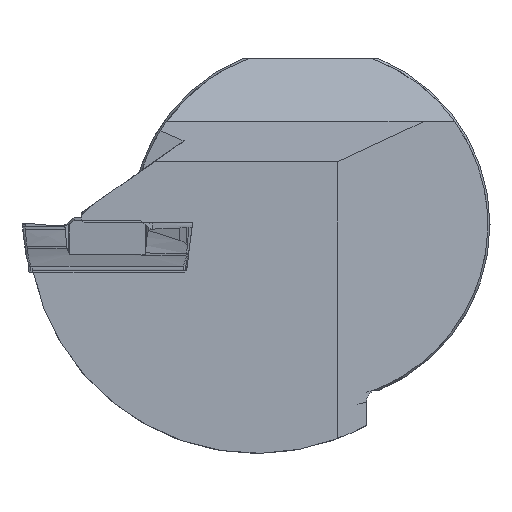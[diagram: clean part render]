
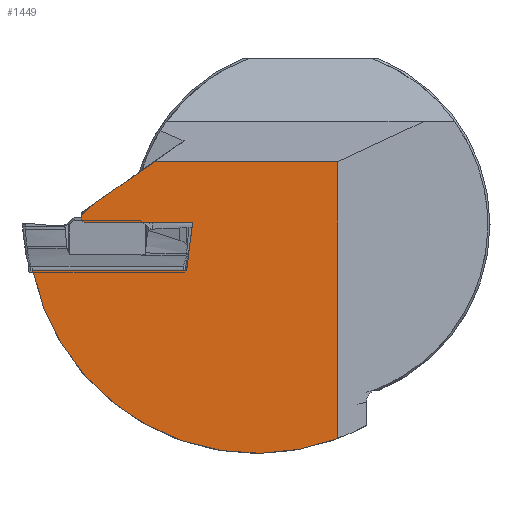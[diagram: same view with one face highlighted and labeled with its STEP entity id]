
A CAD part, left-side view. The second image highlights one B-rep face of the part: STEP entity #1449.
In plain terms, the highlighted planar face has unit normal (-1, 0, 0).
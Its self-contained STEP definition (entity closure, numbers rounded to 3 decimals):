
#1139=ELLIPSE('',#3583,0.503,0.5);
#1449=ADVANCED_FACE('',(#1623),#1588,.T.);
#1588=PLANE('',#3584);
#1623=FACE_OUTER_BOUND('',#1762,.T.);
#1762=EDGE_LOOP('',(#2078,#2079,#2080,#2081,#2082,#2083,#2084,#2085,#2086));
#1904=LINE('',#3990,#1987);
#1905=LINE('',#3993,#1988);
#1906=LINE('',#3995,#1989);
#1907=LINE('',#3999,#1990);
#1908=LINE('',#4001,#1991);
#1909=LINE('',#4003,#1992);
#1910=LINE('',#4005,#1993);
#1987=VECTOR('',#3687,1.);
#1988=VECTOR('',#3688,1.);
#1989=VECTOR('',#3689,1.);
#1990=VECTOR('',#3692,1.);
#1991=VECTOR('',#3693,1.);
#1992=VECTOR('',#3694,1.);
#1993=VECTOR('',#3695,1.);
#2078=ORIENTED_EDGE('',*,*,#3160,.F.);
#2079=ORIENTED_EDGE('',*,*,#3161,.F.);
#2080=ORIENTED_EDGE('',*,*,#3162,.F.);
#2081=ORIENTED_EDGE('',*,*,#3163,.T.);
#2082=ORIENTED_EDGE('',*,*,#3164,.F.);
#2083=ORIENTED_EDGE('',*,*,#3165,.F.);
#2084=ORIENTED_EDGE('',*,*,#3166,.F.);
#2085=ORIENTED_EDGE('',*,*,#3167,.F.);
#2086=ORIENTED_EDGE('',*,*,#3168,.F.);
#2888=VERTEX_POINT('',#3991);
#2889=VERTEX_POINT('',#3992);
#2890=VERTEX_POINT('',#3994);
#2891=VERTEX_POINT('',#3996);
#2892=VERTEX_POINT('',#3998);
#2893=VERTEX_POINT('',#4000);
#2894=VERTEX_POINT('',#4002);
#2895=VERTEX_POINT('',#4004);
#2896=VERTEX_POINT('',#4006);
#3160=EDGE_CURVE('',#2888,#2889,#1904,.T.);
#3161=EDGE_CURVE('',#2890,#2888,#1905,.T.);
#3162=EDGE_CURVE('',#2891,#2890,#1906,.T.);
#3163=EDGE_CURVE('',#2891,#2892,#3559,.T.);
#3164=EDGE_CURVE('',#2893,#2892,#1907,.T.);
#3165=EDGE_CURVE('',#2894,#2893,#1908,.T.);
#3166=EDGE_CURVE('',#2895,#2894,#1909,.T.);
#3167=EDGE_CURVE('',#2896,#2895,#1910,.T.);
#3168=EDGE_CURVE('',#2889,#2896,#1139,.T.);
#3559=CIRCLE('',#3582,25.5);
#3582=AXIS2_PLACEMENT_3D('',#3997,#3690,#3691);
#3583=AXIS2_PLACEMENT_3D('',#4007,#3696,#3697);
#3584=AXIS2_PLACEMENT_3D('',#4008,#3698,#3699);
#3687=DIRECTION('',(0.,1.,0.));
#3688=DIRECTION('',(0.,-0.121,0.993));
#3689=DIRECTION('',(0.,-1.,0.));
#3690=DIRECTION('',(-1.,0.,0.));
#3691=DIRECTION('',(0.,0.,1.));
#3692=DIRECTION('',(0.,0.,-1.));
#3693=DIRECTION('',(0.,-1.,0.));
#3694=DIRECTION('',(0.,-0.819,0.574));
#3695=DIRECTION('',(0.,-0.731,0.682));
#3696=DIRECTION('',(1.,0.,0.));
#3697=DIRECTION('',(0.,0.,1.));
#3698=DIRECTION('',(-1.,0.,0.));
#3699=DIRECTION('',(0.,0.,1.));
#3990=CARTESIAN_POINT('',(0.4,4.5,0.234));
#3991=CARTESIAN_POINT('',(0.4,13.157,0.234));
#3992=CARTESIAN_POINT('',(0.4,25.093,0.234));
#3993=CARTESIAN_POINT('',(0.4,13.058,1.045));
#3994=CARTESIAN_POINT('',(0.4,13.808,-5.095));
#3995=CARTESIAN_POINT('',(0.4,4.5,-5.095));
#3996=CARTESIAN_POINT('',(0.4,30.986,-5.095));
#3997=CARTESIAN_POINT('',(0.4,6.,0.));
#3998=CARTESIAN_POINT('',(0.4,-3.,-23.859));
#3999=CARTESIAN_POINT('',(0.4,-3.,352.541));
#4000=CARTESIAN_POINT('',(0.4,-3.,7.));
#4001=CARTESIAN_POINT('',(0.4,346.238,7.));
#4002=CARTESIAN_POINT('',(0.4,17.437,7.));
#4003=CARTESIAN_POINT('',(0.4,32.755,-3.726));
#4004=CARTESIAN_POINT('',(0.4,24.159,2.293));
#4005=CARTESIAN_POINT('',(0.4,14.791,11.032));
#4006=CARTESIAN_POINT('',(0.4,25.433,1.105));
#4007=CARTESIAN_POINT('',(0.4,25.093,0.737));
#4008=CARTESIAN_POINT('',(0.4,4.5,0.));
